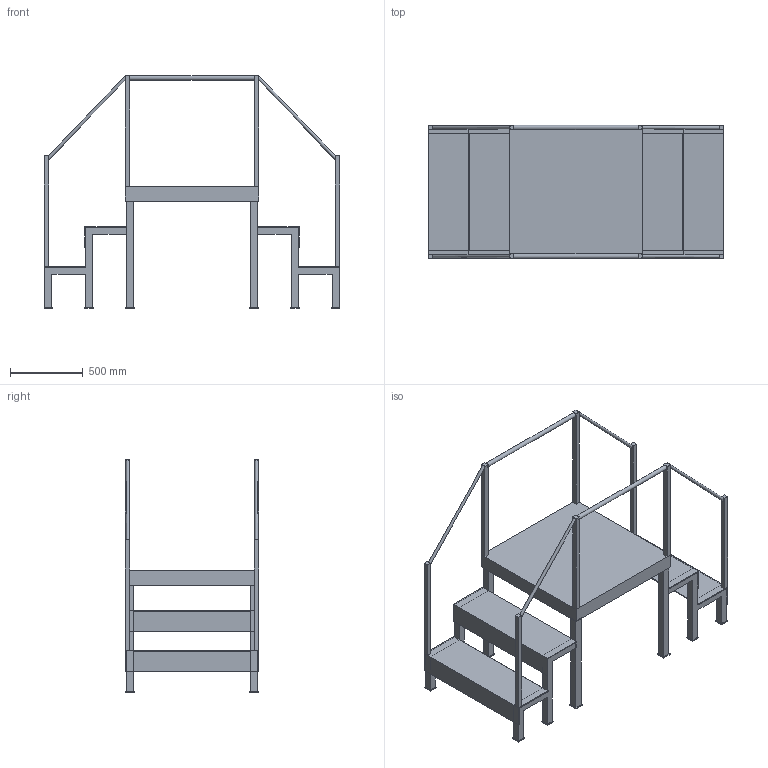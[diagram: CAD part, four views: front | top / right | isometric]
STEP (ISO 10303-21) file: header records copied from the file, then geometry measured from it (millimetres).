
FILE_DESCRIPTION(/* description */ (''),/* implementation_level */ '2;1');
FILE_NAME(/* name */ 'Work Platform.stp',/* time_stamp */ '2024-11-19T18:18:56+02:00',/* author */ ('Raul'),/* organization */ (''),/* preprocessor_version */ 'ST-DEVELOPER v20',/* originating_system */ 'Autodesk Inventor 2025',/* authorisation */ '');
FILE_SCHEMA (('AUTOMOTIVE_DESIGN { 1 0 10303 214 3 1 1 }'));
Length unit declared in the file: millimetre
Products named in the file (2): Assembly1; Work Platform_I 915x915x838
Assembly tree (1 placements, depth 2):
  Assembly1
    Work Platform_I 915x915x838
Bounding box: 2032.33 x 915 x 1600 mm (x, y, z)
Volume: 120782694.4 mm3; surface area: 7666769.7 mm2
Topology: 9 solids, 9 shells, 248 faces, 618 edges, 400 vertices
Faces by surface type: plane 242, cylinder 6
Full cylindrical faces by diameter (mm): 21.091 x4, 30.48 x2
Entity records: 7408 total; most frequent: CARTESIAN_POINT 1269, ORIENTED_EDGE 1236, DIRECTION 1144, EDGE_CURVE 618, LINE 594, VECTOR 594, VERTEX_POINT 400, AXIS2_PLACEMENT_3D 275
